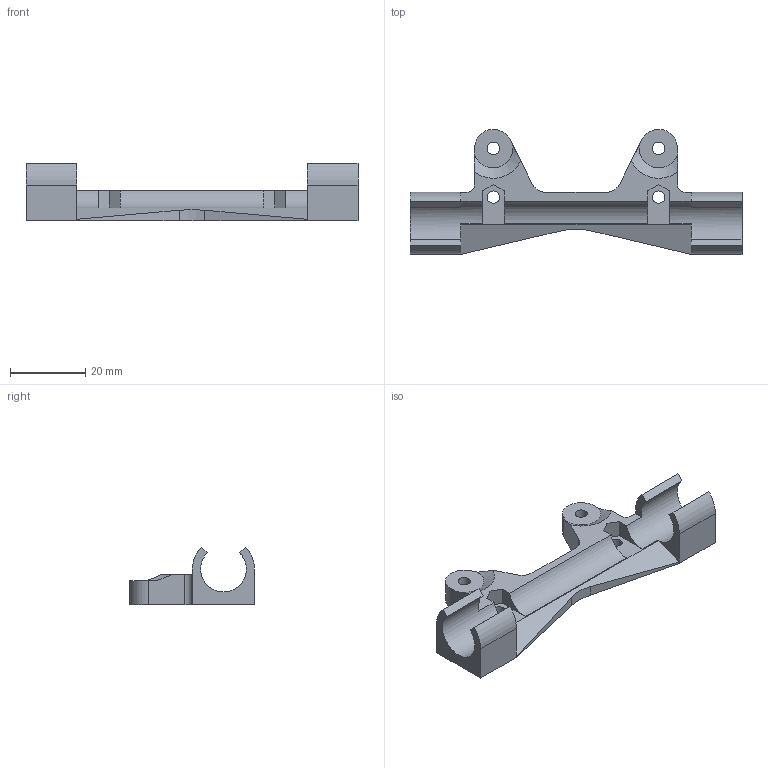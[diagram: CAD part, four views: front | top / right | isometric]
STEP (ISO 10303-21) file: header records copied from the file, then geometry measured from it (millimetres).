
FILE_DESCRIPTION (( 'STEP AP214' ), '1' );
FILE_NAME ('bearing-holder-fixed.STEP', '2012-04-30T11:11:32', ( 'jeanmarc' ), ( '' ), 'SwSTEP 2.0', 'SolidWorks 2012', '' );
FILE_SCHEMA (( 'AUTOMOTIVE_DESIGN' ));
Length unit declared in the file: millimetre
Products named in the file (1): bearing-holder-fixed
Bounding box: 88.3 x 33.24 x 15.33 mm (x, y, z)
Volume: 9139 mm3; surface area: 6321 mm2
Topology: 1 solids, 1 shells, 75 faces, 211 edges, 140 vertices
Faces by surface type: plane 51, cylinder 22, cone 2
Entity records: 2482 total; most frequent: CARTESIAN_POINT 450, ORIENTED_EDGE 422, DIRECTION 409, EDGE_CURVE 211, LINE 155, VECTOR 155, VERTEX_POINT 140, AXIS2_PLACEMENT_3D 127
